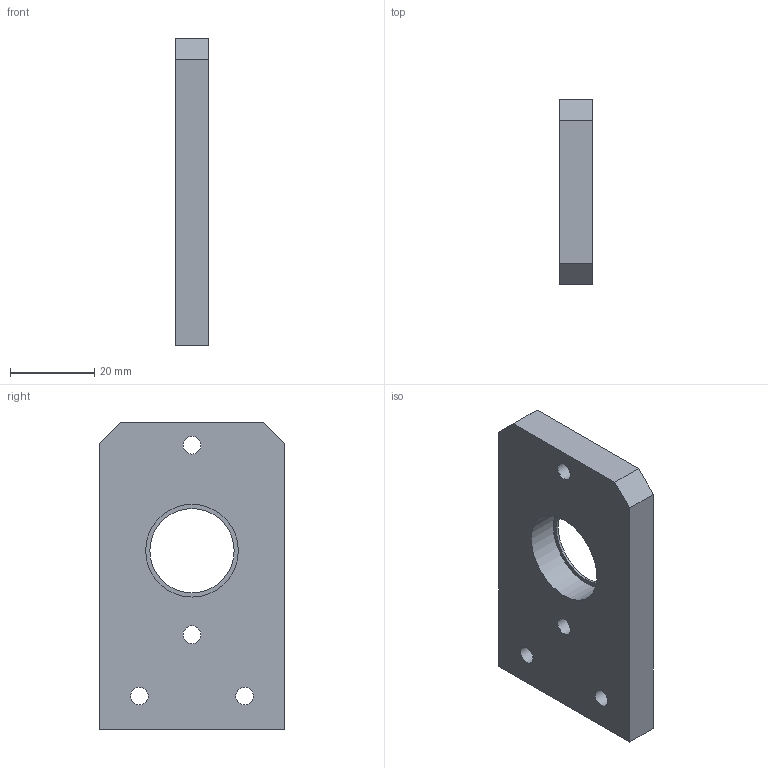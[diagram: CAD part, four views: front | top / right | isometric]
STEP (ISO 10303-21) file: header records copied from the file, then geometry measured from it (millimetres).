
FILE_DESCRIPTION(/* description */ (''),/* implementation_level */ '2;1');
FILE_NAME(/* name */ 'mastSlideAdapterPlate_v8.step',/* time_stamp */ '2025-10-02T12:48:49-07:00',/* author */ (''),/* organization */ (''),/* preprocessor_version */ 'ST-DEVELOPER v20.1',/* originating_system */ 'Autodesk Translation Framework v14.17.0.0',/* authorisation */ '');
FILE_SCHEMA (('AUTOMOTIVE_DESIGN { 1 0 10303 214 3 1 1 }'));
Length unit declared in the file: millimetre
Products named in the file (1): 2025-07-02-17-10-22-218
Bounding box: 8 x 44 x 73 mm (x, y, z)
Volume: 21749.9 mm3; surface area: 8530.7 mm2
Topology: 1 solids, 1 shells, 19 faces, 42 edges, 28 vertices
Faces by surface type: plane 11, cylinder 8
Full cylindrical faces by diameter (mm): 4.2 x2, 4.234 x2, 8 x2, 20 x1, 22 x1
Entity records: 592 total; most frequent: DIRECTION 98, CARTESIAN_POINT 90, ORIENTED_EDGE 84, EDGE_CURVE 42, AXIS2_PLACEMENT_3D 36, EDGE_LOOP 32, VERTEX_POINT 28, LINE 26
